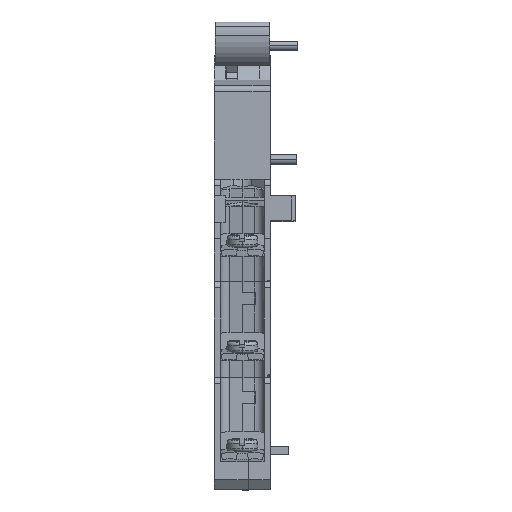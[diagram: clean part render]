
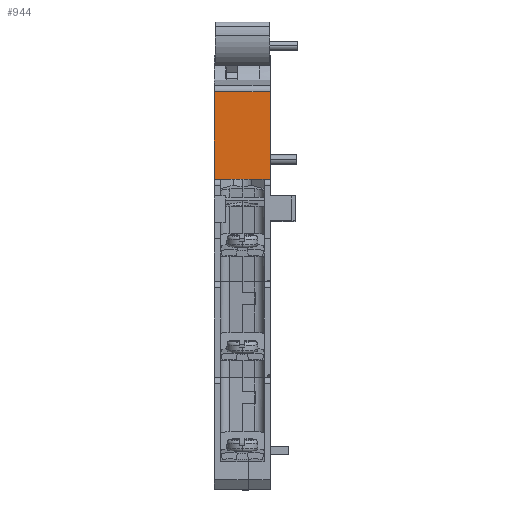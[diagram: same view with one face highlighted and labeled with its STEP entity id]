
A CAD part, top view. The second image highlights one B-rep face of the part: STEP entity #944.
In plain terms, the highlighted planar face has unit normal (0, 0, 1).
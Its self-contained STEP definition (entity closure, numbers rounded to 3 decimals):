
#331 = VECTOR ( 'NONE', #5244, 1000. ) ;
#403 = CARTESIAN_POINT ( 'NONE',  ( 0.05, 16.5, 22.4 ) ) ;
#944 = ADVANCED_FACE ( 'NONE', ( #26994 ), #5863, .F. ) ;
#1374 = LINE ( 'NONE', #17095, #2233 ) ;
#2233 = VECTOR ( 'NONE', #14839, 1000. ) ;
#2876 = LINE ( 'NONE', #4819, #9205 ) ;
#3859 = ORIENTED_EDGE ( 'NONE', *, *, #14442, .F. ) ;
#4261 = EDGE_CURVE ( 'NONE', #11395, #25442, #6973, .T. ) ;
#4819 = CARTESIAN_POINT ( 'NONE',  ( 4.5, 31.5, 22.4 ) ) ;
#5244 = DIRECTION ( 'NONE',  ( 0., -1., 0. ) ) ;
#5618 = LINE ( 'NONE', #11777, #21064 ) ;
#5829 = CARTESIAN_POINT ( 'NONE',  ( 0.05, 16.5, 22.4 ) ) ;
#5863 = PLANE ( 'NONE',  #10946 ) ;
#5880 = VECTOR ( 'NONE', #27978, 1000. ) ;
#6449 = CARTESIAN_POINT ( 'NONE',  ( 4.5, 31.5, 22.4 ) ) ;
#6973 = LINE ( 'NONE', #403, #26385 ) ;
#6988 = LINE ( 'NONE', #7129, #5880 ) ;
#7129 = CARTESIAN_POINT ( 'NONE',  ( 4.5, 30.661, 22.4 ) ) ;
#7261 = DIRECTION ( 'NONE',  ( -1., 0., 0. ) ) ;
#7642 = CARTESIAN_POINT ( 'NONE',  ( -4.5, 31.5, 22.4 ) ) ;
#7950 = EDGE_CURVE ( 'NONE', #24725, #14404, #6988, .T. ) ;
#9205 = VECTOR ( 'NONE', #25364, 1000. ) ;
#10946 = AXIS2_PLACEMENT_3D ( 'NONE', #6449, #15164, #19805 ) ;
#11395 = VERTEX_POINT ( 'NONE', #21421 ) ;
#11777 = CARTESIAN_POINT ( 'NONE',  ( 4.5, 16.5, 22.4 ) ) ;
#12326 = ORIENTED_EDGE ( 'NONE', *, *, #17178, .F. ) ;
#14404 = VERTEX_POINT ( 'NONE', #18794 ) ;
#14442 = EDGE_CURVE ( 'NONE', #25442, #14827, #5618, .T. ) ;
#14827 = VERTEX_POINT ( 'NONE', #16519 ) ;
#14836 = VERTEX_POINT ( 'NONE', #22043 ) ;
#14839 = DIRECTION ( 'NONE',  ( -1., 0., 0. ) ) ;
#15164 = DIRECTION ( 'NONE',  ( 0., 0., -1. ) ) ;
#16519 = CARTESIAN_POINT ( 'NONE',  ( -4.5, 16.5, 22.4 ) ) ;
#17095 = CARTESIAN_POINT ( 'NONE',  ( 0.05, 16.55, 22.4 ) ) ;
#17178 = EDGE_CURVE ( 'NONE', #24725, #14836, #2876, .T. ) ;
#17431 = ORIENTED_EDGE ( 'NONE', *, *, #4261, .F. ) ;
#18073 = ORIENTED_EDGE ( 'NONE', *, *, #20810, .T. ) ;
#18351 = DIRECTION ( 'NONE',  ( 0., -1., 0. ) ) ;
#18573 = LINE ( 'NONE', #7642, #331 ) ;
#18794 = CARTESIAN_POINT ( 'NONE',  ( -4.5, 30.661, 22.4 ) ) ;
#19805 = DIRECTION ( 'NONE',  ( -1., 0., 0. ) ) ;
#20590 = EDGE_LOOP ( 'NONE', ( #17431, #29238, #12326, #25300, #18073, #3859 ) ) ;
#20810 = EDGE_CURVE ( 'NONE', #14404, #14827, #18573, .T. ) ;
#21064 = VECTOR ( 'NONE', #7261, 1000. ) ;
#21421 = CARTESIAN_POINT ( 'NONE',  ( 0.05, 16.55, 22.4 ) ) ;
#22043 = CARTESIAN_POINT ( 'NONE',  ( 4.5, 16.55, 22.4 ) ) ;
#23150 = EDGE_CURVE ( 'NONE', #14836, #11395, #1374, .T. ) ;
#24725 = VERTEX_POINT ( 'NONE', #29146 ) ;
#25300 = ORIENTED_EDGE ( 'NONE', *, *, #7950, .T. ) ;
#25364 = DIRECTION ( 'NONE',  ( 0., -1., 0. ) ) ;
#25442 = VERTEX_POINT ( 'NONE', #5829 ) ;
#26385 = VECTOR ( 'NONE', #18351, 1000. ) ;
#26994 = FACE_OUTER_BOUND ( 'NONE', #20590, .T. ) ;
#27978 = DIRECTION ( 'NONE',  ( -1., 0., 0. ) ) ;
#29146 = CARTESIAN_POINT ( 'NONE',  ( 4.5, 30.661, 22.4 ) ) ;
#29238 = ORIENTED_EDGE ( 'NONE', *, *, #23150, .F. ) ;
